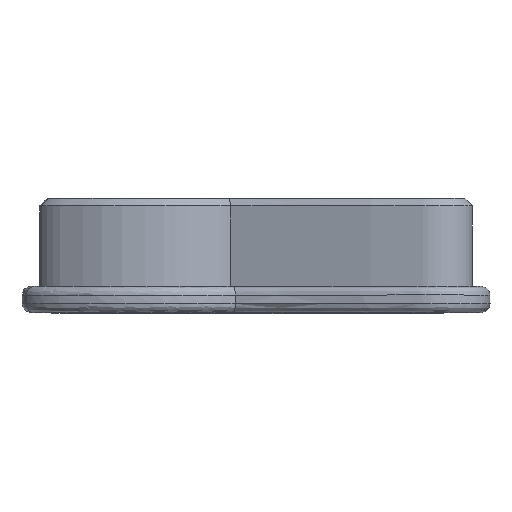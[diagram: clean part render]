
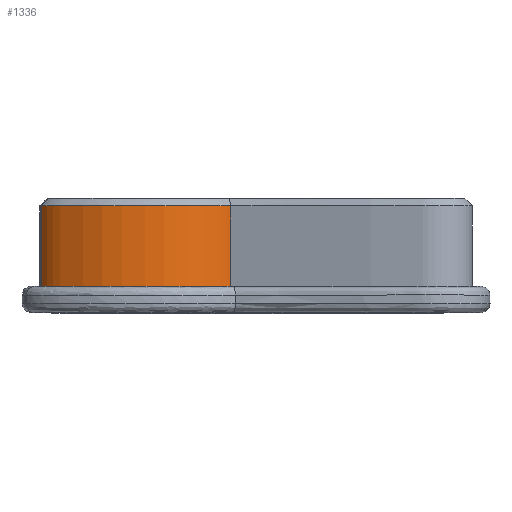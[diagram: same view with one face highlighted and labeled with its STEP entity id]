
A CAD part, top view. The second image highlights one B-rep face of the part: STEP entity #1336.
In plain terms, the highlighted free-form (B-spline) face has degree [3, 1] with [28, 2] control points.
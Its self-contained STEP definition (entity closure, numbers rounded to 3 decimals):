
#81=LINE('',#4032,#114);
#82=LINE('',#4062,#115);
#114=VECTOR('',#1483,12.5);
#115=VECTOR('',#1484,12.5);
#153=FACE_OUTER_BOUND('',#247,.T.);
#247=EDGE_LOOP('',(#853,#854,#855,#856));
#354=B_SPLINE_CURVE_WITH_KNOTS('',3,(#3625,#3626,#3627,#3628,#3629,#3630,
#3631,#3632,#3633,#3634,#3635,#3636,#3637,#3638,#3639,#3640,#3641,#3642,
#3643,#3644,#3645,#3646,#3647,#3648,#3649,#3650,#3651,#3652),
 .UNSPECIFIED.,.F.,.F.,(4,3,3,3,3,3,3,3,3,4),(-0.003,0.,0.133,
0.247,0.363,0.494,0.655,
0.782,0.944,0.971),.UNSPECIFIED.);
#360=B_SPLINE_CURVE_WITH_KNOTS('',3,(#4034,#4035,#4036,#4037,#4038,#4039,
#4040,#4041,#4042,#4043,#4044,#4045,#4046,#4047,#4048,#4049,#4050,#4051,
#4052,#4053,#4054,#4055,#4056,#4057,#4058,#4059,#4060,#4061),
 .UNSPECIFIED.,.F.,.F.,(4,3,3,3,3,3,3,3,3,4),(-0.003,0.,0.133,
0.247,0.363,0.494,0.655,
0.782,0.944,0.971),.UNSPECIFIED.);
#494=VERTEX_POINT('',#3434);
#495=VERTEX_POINT('',#3624);
#498=VERTEX_POINT('',#4031);
#499=VERTEX_POINT('',#4033);
#624=EDGE_CURVE('',#495,#494,#354,.T.);
#630=EDGE_CURVE('',#498,#495,#81,.T.);
#631=EDGE_CURVE('',#498,#499,#360,.T.);
#632=EDGE_CURVE('',#499,#494,#82,.T.);
#853=ORIENTED_EDGE('',*,*,#624,.F.);
#854=ORIENTED_EDGE('',*,*,#630,.F.);
#855=ORIENTED_EDGE('',*,*,#631,.T.);
#856=ORIENTED_EDGE('',*,*,#632,.T.);
#1265=B_SPLINE_SURFACE_WITH_KNOTS('',3,1,((#3975,#3976),(#3977,#3978),(#3979,
#3980),(#3981,#3982),(#3983,#3984),(#3985,#3986),(#3987,#3988),(#3989,#3990),
(#3991,#3992),(#3993,#3994),(#3995,#3996),(#3997,#3998),(#3999,#4000),(#4001,
#4002),(#4003,#4004),(#4005,#4006),(#4007,#4008),(#4009,#4010),(#4011,#4012),
(#4013,#4014),(#4015,#4016),(#4017,#4018),(#4019,#4020),(#4021,#4022),(#4023,
#4024),(#4025,#4026),(#4027,#4028),(#4029,#4030)),.UNSPECIFIED.,.F.,.F.,
 .F.,(4,3,3,3,3,3,3,3,3,4),(2,2),(-0.003,0.,0.133,
0.247,0.363,0.494,0.655,
0.782,0.944,0.971),(0.,1.),
 .UNSPECIFIED.);
#1336=ADVANCED_FACE('',(#153),#1265,.T.);
#1483=DIRECTION('',(0.,1.,0.));
#1484=DIRECTION('',(0.,1.,0.));
#3434=CARTESIAN_POINT('',(6.004,8.925,-0.169));
#3624=CARTESIAN_POINT('',(-20.901,8.925,-1.821));
#3625=CARTESIAN_POINT('Ctrl Pts',(-20.901,8.925,-1.821));
#3626=CARTESIAN_POINT('Ctrl Pts',(-20.888,8.925,-1.802));
#3627=CARTESIAN_POINT('Ctrl Pts',(-20.875,8.925,-1.783));
#3628=CARTESIAN_POINT('Ctrl Pts',(-20.863,8.925,-1.764));
#3629=CARTESIAN_POINT('Ctrl Pts',(-20.098,8.925,-0.635));
#3630=CARTESIAN_POINT('Ctrl Pts',(-18.984,8.925,0.264));
#3631=CARTESIAN_POINT('Ctrl Pts',(-17.863,8.925,0.932));
#3632=CARTESIAN_POINT('Ctrl Pts',(-16.906,8.925,1.501));
#3633=CARTESIAN_POINT('Ctrl Pts',(-16.034,8.925,1.931));
#3634=CARTESIAN_POINT('Ctrl Pts',(-15.111,8.925,2.376));
#3635=CARTESIAN_POINT('Ctrl Pts',(-14.165,8.925,2.833));
#3636=CARTESIAN_POINT('Ctrl Pts',(-13.057,8.925,3.324));
#3637=CARTESIAN_POINT('Ctrl Pts',(-11.741,8.925,3.703));
#3638=CARTESIAN_POINT('Ctrl Pts',(-10.263,8.925,4.13));
#3639=CARTESIAN_POINT('Ctrl Pts',(-8.609,8.925,4.346));
#3640=CARTESIAN_POINT('Ctrl Pts',(-7.189,8.925,4.447));
#3641=CARTESIAN_POINT('Ctrl Pts',(-5.432,8.925,4.573));
#3642=CARTESIAN_POINT('Ctrl Pts',(-3.946,8.925,4.593));
#3643=CARTESIAN_POINT('Ctrl Pts',(-2.388,8.925,4.246));
#3644=CARTESIAN_POINT('Ctrl Pts',(-1.164,8.925,3.974));
#3645=CARTESIAN_POINT('Ctrl Pts',(0.139,8.925,3.499));
#3646=CARTESIAN_POINT('Ctrl Pts',(1.384,8.925,2.945));
#3647=CARTESIAN_POINT('Ctrl Pts',(2.968,8.925,2.239));
#3648=CARTESIAN_POINT('Ctrl Pts',(4.293,8.925,1.421));
#3649=CARTESIAN_POINT('Ctrl Pts',(5.445,8.925,0.37));
#3650=CARTESIAN_POINT('Ctrl Pts',(5.635,8.925,0.196));
#3651=CARTESIAN_POINT('Ctrl Pts',(5.821,8.925,0.017));
#3652=CARTESIAN_POINT('Ctrl Pts',(6.004,8.925,-0.169));
#3975=CARTESIAN_POINT('Ctrl Pts',(-20.901,-2.5,-1.821));
#3976=CARTESIAN_POINT('Ctrl Pts',(-20.901,10.,-1.821));
#3977=CARTESIAN_POINT('Ctrl Pts',(-20.888,-2.5,-1.802));
#3978=CARTESIAN_POINT('Ctrl Pts',(-20.888,10.,-1.802));
#3979=CARTESIAN_POINT('Ctrl Pts',(-20.875,-2.5,-1.783));
#3980=CARTESIAN_POINT('Ctrl Pts',(-20.875,10.,-1.783));
#3981=CARTESIAN_POINT('Ctrl Pts',(-20.863,-2.5,-1.764));
#3982=CARTESIAN_POINT('Ctrl Pts',(-20.863,10.,-1.764));
#3983=CARTESIAN_POINT('Ctrl Pts',(-20.098,-2.5,-0.635));
#3984=CARTESIAN_POINT('Ctrl Pts',(-20.098,10.,-0.635));
#3985=CARTESIAN_POINT('Ctrl Pts',(-18.984,-2.5,0.264));
#3986=CARTESIAN_POINT('Ctrl Pts',(-18.984,10.,0.264));
#3987=CARTESIAN_POINT('Ctrl Pts',(-17.863,-2.5,0.932));
#3988=CARTESIAN_POINT('Ctrl Pts',(-17.863,10.,0.932));
#3989=CARTESIAN_POINT('Ctrl Pts',(-16.906,-2.5,1.501));
#3990=CARTESIAN_POINT('Ctrl Pts',(-16.906,10.,1.501));
#3991=CARTESIAN_POINT('Ctrl Pts',(-16.034,-2.5,1.931));
#3992=CARTESIAN_POINT('Ctrl Pts',(-16.034,10.,1.931));
#3993=CARTESIAN_POINT('Ctrl Pts',(-15.111,-2.5,2.376));
#3994=CARTESIAN_POINT('Ctrl Pts',(-15.111,10.,2.376));
#3995=CARTESIAN_POINT('Ctrl Pts',(-14.165,-2.5,2.833));
#3996=CARTESIAN_POINT('Ctrl Pts',(-14.165,10.,2.833));
#3997=CARTESIAN_POINT('Ctrl Pts',(-13.057,-2.5,3.324));
#3998=CARTESIAN_POINT('Ctrl Pts',(-13.057,10.,3.324));
#3999=CARTESIAN_POINT('Ctrl Pts',(-11.741,-2.5,3.703));
#4000=CARTESIAN_POINT('Ctrl Pts',(-11.741,10.,3.703));
#4001=CARTESIAN_POINT('Ctrl Pts',(-10.263,-2.5,4.13));
#4002=CARTESIAN_POINT('Ctrl Pts',(-10.263,10.,4.13));
#4003=CARTESIAN_POINT('Ctrl Pts',(-8.609,-2.5,4.346));
#4004=CARTESIAN_POINT('Ctrl Pts',(-8.609,10.,4.346));
#4005=CARTESIAN_POINT('Ctrl Pts',(-7.189,-2.5,4.447));
#4006=CARTESIAN_POINT('Ctrl Pts',(-7.189,10.,4.447));
#4007=CARTESIAN_POINT('Ctrl Pts',(-5.432,-2.5,4.573));
#4008=CARTESIAN_POINT('Ctrl Pts',(-5.432,10.,4.573));
#4009=CARTESIAN_POINT('Ctrl Pts',(-3.946,-2.5,4.593));
#4010=CARTESIAN_POINT('Ctrl Pts',(-3.946,10.,4.593));
#4011=CARTESIAN_POINT('Ctrl Pts',(-2.388,-2.5,4.246));
#4012=CARTESIAN_POINT('Ctrl Pts',(-2.388,10.,4.246));
#4013=CARTESIAN_POINT('Ctrl Pts',(-1.164,-2.5,3.974));
#4014=CARTESIAN_POINT('Ctrl Pts',(-1.164,10.,3.974));
#4015=CARTESIAN_POINT('Ctrl Pts',(0.139,-2.5,3.499));
#4016=CARTESIAN_POINT('Ctrl Pts',(0.139,10.,3.499));
#4017=CARTESIAN_POINT('Ctrl Pts',(1.384,-2.5,2.945));
#4018=CARTESIAN_POINT('Ctrl Pts',(1.384,10.,2.945));
#4019=CARTESIAN_POINT('Ctrl Pts',(2.968,-2.5,2.239));
#4020=CARTESIAN_POINT('Ctrl Pts',(2.968,10.,2.239));
#4021=CARTESIAN_POINT('Ctrl Pts',(4.293,-2.5,1.421));
#4022=CARTESIAN_POINT('Ctrl Pts',(4.293,10.,1.421));
#4023=CARTESIAN_POINT('Ctrl Pts',(5.445,-2.5,0.37));
#4024=CARTESIAN_POINT('Ctrl Pts',(5.445,10.,0.37));
#4025=CARTESIAN_POINT('Ctrl Pts',(5.635,-2.5,0.196));
#4026=CARTESIAN_POINT('Ctrl Pts',(5.635,10.,0.196));
#4027=CARTESIAN_POINT('Ctrl Pts',(5.821,-2.5,0.017));
#4028=CARTESIAN_POINT('Ctrl Pts',(5.821,10.,0.017));
#4029=CARTESIAN_POINT('Ctrl Pts',(6.004,-2.5,-0.169));
#4030=CARTESIAN_POINT('Ctrl Pts',(6.004,10.,-0.169));
#4031=CARTESIAN_POINT('',(-20.901,-2.5,-1.821));
#4032=CARTESIAN_POINT('',(-20.901,-2.5,-1.821));
#4033=CARTESIAN_POINT('',(6.004,-2.5,-0.169));
#4034=CARTESIAN_POINT('Ctrl Pts',(-20.901,-2.5,-1.821));
#4035=CARTESIAN_POINT('Ctrl Pts',(-20.888,-2.5,-1.802));
#4036=CARTESIAN_POINT('Ctrl Pts',(-20.875,-2.5,-1.783));
#4037=CARTESIAN_POINT('Ctrl Pts',(-20.863,-2.5,-1.764));
#4038=CARTESIAN_POINT('Ctrl Pts',(-20.098,-2.5,-0.635));
#4039=CARTESIAN_POINT('Ctrl Pts',(-18.984,-2.5,0.264));
#4040=CARTESIAN_POINT('Ctrl Pts',(-17.863,-2.5,0.932));
#4041=CARTESIAN_POINT('Ctrl Pts',(-16.906,-2.5,1.501));
#4042=CARTESIAN_POINT('Ctrl Pts',(-16.034,-2.5,1.931));
#4043=CARTESIAN_POINT('Ctrl Pts',(-15.111,-2.5,2.376));
#4044=CARTESIAN_POINT('Ctrl Pts',(-14.165,-2.5,2.833));
#4045=CARTESIAN_POINT('Ctrl Pts',(-13.057,-2.5,3.324));
#4046=CARTESIAN_POINT('Ctrl Pts',(-11.741,-2.5,3.703));
#4047=CARTESIAN_POINT('Ctrl Pts',(-10.263,-2.5,4.13));
#4048=CARTESIAN_POINT('Ctrl Pts',(-8.609,-2.5,4.346));
#4049=CARTESIAN_POINT('Ctrl Pts',(-7.189,-2.5,4.447));
#4050=CARTESIAN_POINT('Ctrl Pts',(-5.432,-2.5,4.573));
#4051=CARTESIAN_POINT('Ctrl Pts',(-3.946,-2.5,4.593));
#4052=CARTESIAN_POINT('Ctrl Pts',(-2.388,-2.5,4.246));
#4053=CARTESIAN_POINT('Ctrl Pts',(-1.164,-2.5,3.974));
#4054=CARTESIAN_POINT('Ctrl Pts',(0.139,-2.5,3.499));
#4055=CARTESIAN_POINT('Ctrl Pts',(1.384,-2.5,2.945));
#4056=CARTESIAN_POINT('Ctrl Pts',(2.968,-2.5,2.239));
#4057=CARTESIAN_POINT('Ctrl Pts',(4.293,-2.5,1.421));
#4058=CARTESIAN_POINT('Ctrl Pts',(5.445,-2.5,0.37));
#4059=CARTESIAN_POINT('Ctrl Pts',(5.635,-2.5,0.196));
#4060=CARTESIAN_POINT('Ctrl Pts',(5.821,-2.5,0.017));
#4061=CARTESIAN_POINT('Ctrl Pts',(6.004,-2.5,-0.169));
#4062=CARTESIAN_POINT('',(6.004,-2.5,-0.169));
